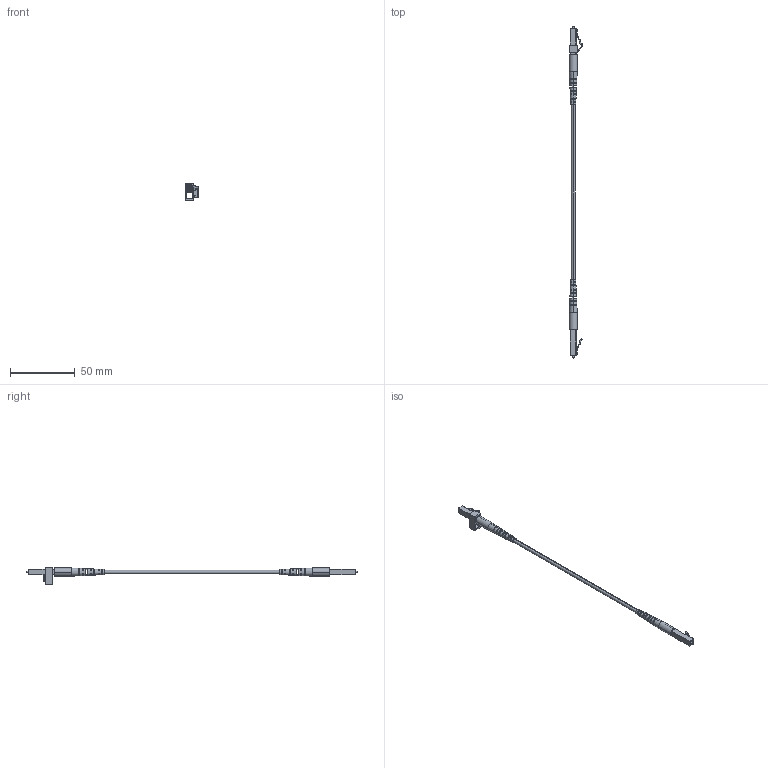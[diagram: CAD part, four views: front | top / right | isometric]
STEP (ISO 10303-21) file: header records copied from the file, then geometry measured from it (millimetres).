
FILE_DESCRIPTION (( 'STEP AP203' ), '1' );
FILE_NAME ('FOL-LC.STEP', '2006-06-23T19:37:24', ( 'lcom' ), ( 'lcom' ), 'SwSTEP 2.0', 'SolidWorks 2006004', '' );
FILE_SCHEMA (( 'CONFIG_CONTROL_DESIGN' ));
Length unit declared in the file: inch
Products named in the file (6): CONN-LC3-240-3-MA3; CONN-LC3-220-3; FOL-LC; N601-INS-SF-62PFD; CONN-LC3-220-3-MA1_WITHOU BACK CLIP; CONN-LC3-220-3-MA2
Assembly tree (6 placements, depth 3):
  FOL-LC
    N601-INS-SF-62PFD
    CONN-LC3-220-3  x2
      CONN-LC3-220-3-MA1_WITHOU BACK CLIP
      CONN-LC3-220-3-MA2
    CONN-LC3-240-3-MA3
Bounding box: 10.66 x 257.3 x 13.34 mm (x, y, z)
Volume: 2588.2 mm3; surface area: 5839.9 mm2
Topology: 6 solids, 6 shells, 351 faces, 972 edges, 618 vertices
Faces by surface type: plane 242, cylinder 52, cone 36, bspline 9, sphere 8, torus 4
Entity records: 8219 total; most frequent: CARTESIAN_POINT 2326, ORIENTED_EDGE 1118, DIRECTION 1055, EDGE_CURVE 559, AXIS2_PLACEMENT_3D 363, VERTEX_POINT 360, VECTOR 329, LINE 329
